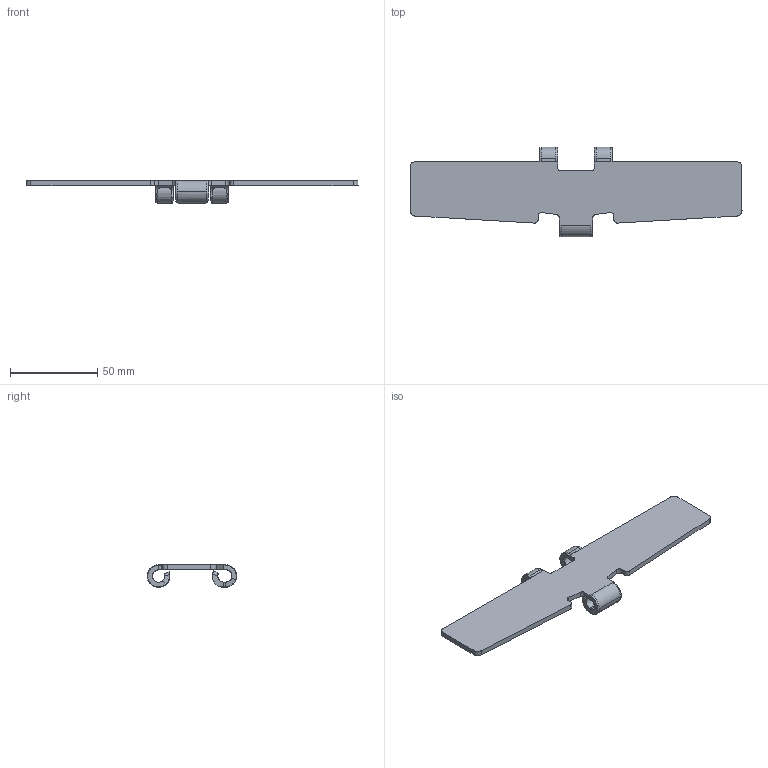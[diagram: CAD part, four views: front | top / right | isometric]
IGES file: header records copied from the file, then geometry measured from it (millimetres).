
Start section: SolidWorks IGES file using analytic representation for surfaces
Global section: file name: Bellt - 011129 - BFlex 881 Tab K750.IGS; native system: SolidWorks 2024; preprocessor: SolidWorks 2024; author: User; date: 250919.092823; units: millimetre
Bounding box: 190.5 x 51.33 x 13.04 mm (x, y, z)
Surface area: 16259.9 mm2 (no closed solid volume)
Topology: 0 solids, 0 shells, 368 faces, 4414 edges, 4414 vertices
Faces by surface type: bspline 323, revolution 45
